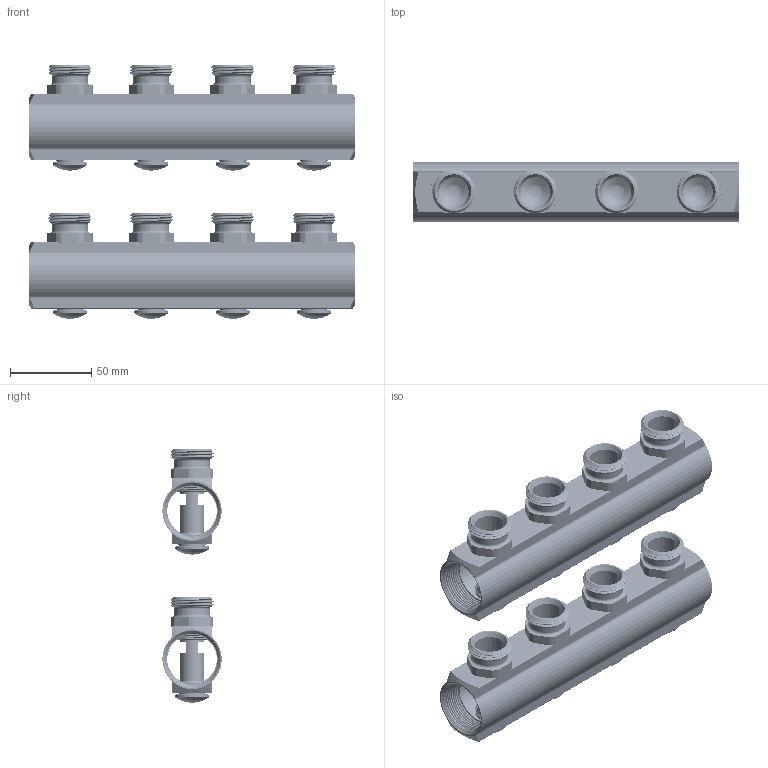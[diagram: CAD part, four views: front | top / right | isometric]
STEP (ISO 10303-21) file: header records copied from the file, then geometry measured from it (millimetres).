
FILE_DESCRIPTION((''),'2;1');
FILE_NAME('088U0544_ASM','2023-05-16T13:46:05',('U258971'),(''),'CREO PARAMETRIC BY PTC INC, 2020342','CREO PARAMETRIC BY PTC INC, 2020342','');
FILE_SCHEMA(('CONFIG_CONTROL_DESIGN'));
Length unit declared in the file: millimetre
Products named in the file (6): 088U7307_4LOOPS_19; 088U7304_16; 088U7310_ASM_12_ASM; 088U0593-MANIFOLD_12; 088U0545_ASM_1_ASM; 088U0544_ASM
Assembly tree (20 placements, depth 4):
  088U0544_ASM
    088U0545_ASM_1_ASM
      088U7307_4LOOPS_19  x2
      088U7310_ASM_12_ASM  x8
        088U7304_16
      088U0593-MANIFOLD_12  x8
Bounding box: 200 x 36.55 x 155.78 mm (x, y, z)
Volume: 227691 mm3; surface area: 195844.3 mm2
Topology: 18 solids, 56 shells, 2070 faces, 5844 edges, 3872 vertices
Faces by surface type: cylinder 946, bspline 320, plane 292, cone 272, torus 200, sphere 32, extrusion 8
Entity records: 28430 total; most frequent: CARTESIAN_POINT 17270, ORIENTED_EDGE 2520, DIRECTION 2008, EDGE_CURVE 1283, VERTEX_POINT 865, AXIS2_PLACEMENT_3D 839, B_SPLINE_CURVE_WITH_KNOTS 514, EDGE_LOOP 475
